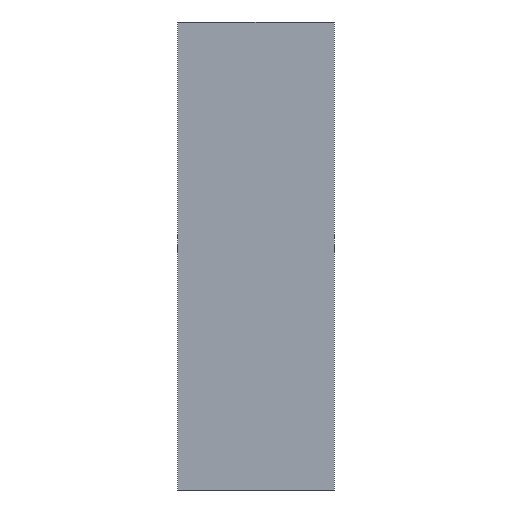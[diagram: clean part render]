
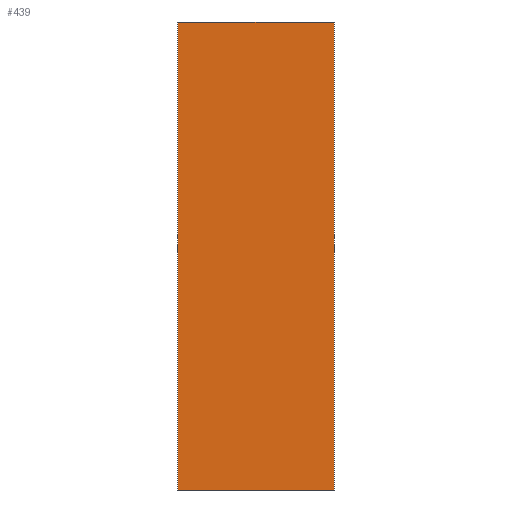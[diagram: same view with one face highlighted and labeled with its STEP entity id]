
A CAD part, front view. The second image highlights one B-rep face of the part: STEP entity #439.
In plain terms, the highlighted planar face has unit normal (0, -1, 0).
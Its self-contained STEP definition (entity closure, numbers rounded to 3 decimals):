
#52 = ORIENTED_EDGE ( 'NONE', *, *, #2078, .F. ) ;
#104 = DIRECTION ( 'NONE',  ( 0., 1., 0. ) ) ;
#119 = LINE ( 'NONE', #1919, #309 ) ;
#142 = VECTOR ( 'NONE', #2375, 1000. ) ;
#175 = LINE ( 'NONE', #1686, #142 ) ;
#237 = CARTESIAN_POINT ( 'NONE',  ( -152.5, 0., 455. ) ) ;
#309 = VECTOR ( 'NONE', #2309, 1000. ) ;
#318 = VERTEX_POINT ( 'NONE', #2502 ) ;
#439 = ADVANCED_FACE ( 'NONE', ( #2049 ), #1906, .F. ) ;
#563 = VECTOR ( 'NONE', #1783, 1000. ) ;
#857 = VERTEX_POINT ( 'NONE', #2393 ) ;
#1221 = CARTESIAN_POINT ( 'NONE',  ( -152.5, 0., -455. ) ) ;
#1289 = AXIS2_PLACEMENT_3D ( 'NONE', #1665, #104, #1629 ) ;
#1306 = VERTEX_POINT ( 'NONE', #1221 ) ;
#1315 = CARTESIAN_POINT ( 'NONE',  ( 152.5, 0., 455. ) ) ;
#1332 = ORIENTED_EDGE ( 'NONE', *, *, #1747, .T. ) ;
#1344 = CARTESIAN_POINT ( 'NONE',  ( -152.5, 0., 455. ) ) ;
#1533 = LINE ( 'NONE', #1315, #2903 ) ;
#1629 = DIRECTION ( 'NONE',  ( 0., 0., 1. ) ) ;
#1665 = CARTESIAN_POINT ( 'NONE',  ( 152.5, 0., 455. ) ) ;
#1686 = CARTESIAN_POINT ( 'NONE',  ( 152.5, 0., -455. ) ) ;
#1747 = EDGE_CURVE ( 'NONE', #2610, #1306, #2494, .T. ) ;
#1783 = DIRECTION ( 'NONE',  ( 0., 0., -1. ) ) ;
#1818 = ORIENTED_EDGE ( 'NONE', *, *, #2663, .F. ) ;
#1906 = PLANE ( 'NONE',  #1289 ) ;
#1919 = CARTESIAN_POINT ( 'NONE',  ( 152.5, 0., 455. ) ) ;
#1927 = EDGE_CURVE ( 'NONE', #1306, #857, #175, .T. ) ;
#2049 = FACE_OUTER_BOUND ( 'NONE', #2692, .T. ) ;
#2078 = EDGE_CURVE ( 'NONE', #2610, #318, #1533, .T. ) ;
#2262 = ORIENTED_EDGE ( 'NONE', *, *, #1927, .T. ) ;
#2309 = DIRECTION ( 'NONE',  ( 0., 0., -1. ) ) ;
#2375 = DIRECTION ( 'NONE',  ( 1., 0., 0. ) ) ;
#2393 = CARTESIAN_POINT ( 'NONE',  ( 152.5, 0., -455. ) ) ;
#2494 = LINE ( 'NONE', #1344, #563 ) ;
#2502 = CARTESIAN_POINT ( 'NONE',  ( 152.5, 0., 455. ) ) ;
#2610 = VERTEX_POINT ( 'NONE', #237 ) ;
#2663 = EDGE_CURVE ( 'NONE', #318, #857, #119, .T. ) ;
#2692 = EDGE_LOOP ( 'NONE', ( #2262, #1818, #52, #1332 ) ) ;
#2888 = DIRECTION ( 'NONE',  ( 1., 0., 0. ) ) ;
#2903 = VECTOR ( 'NONE', #2888, 1000. ) ;
